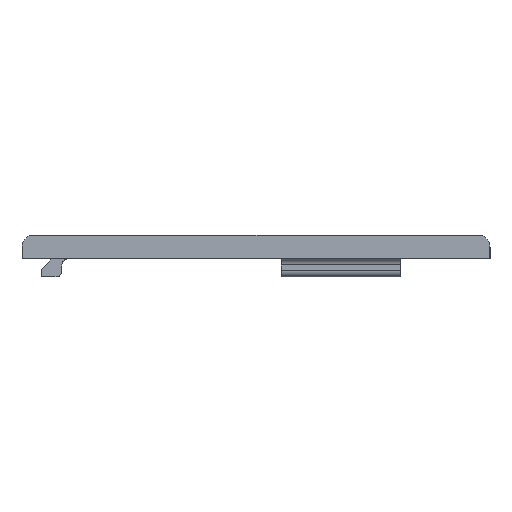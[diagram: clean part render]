
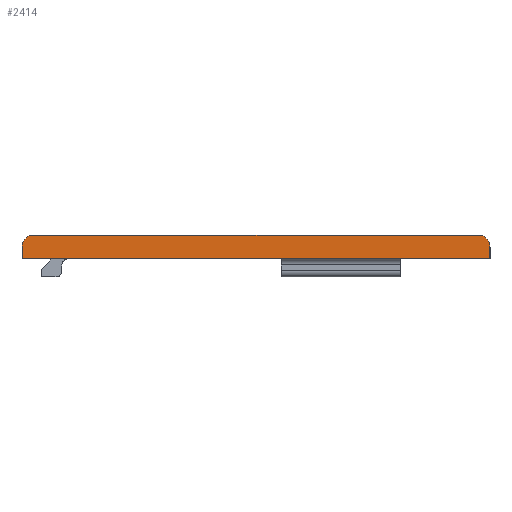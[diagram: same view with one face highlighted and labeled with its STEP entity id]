
A CAD part, left-side view. The second image highlights one B-rep face of the part: STEP entity #2414.
In plain terms, the highlighted planar face has unit normal (-1, 0, 0).
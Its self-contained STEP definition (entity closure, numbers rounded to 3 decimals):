
#37=CIRCLE('',#2543,2.);
#38=CIRCLE('',#2545,2.);
#280=FACE_OUTER_BOUND('',#423,.T.);
#423=EDGE_LOOP('',(#2165,#2166,#2167,#2168,#2169,#2170));
#641=LINE('',#4437,#899);
#671=LINE('',#4527,#929);
#683=LINE('',#4556,#941);
#684=LINE('',#4557,#942);
#899=VECTOR('',#2903,10.);
#929=VECTOR('',#2987,10.);
#941=VECTOR('',#3019,10.);
#942=VECTOR('',#3020,10.);
#1131=VERTEX_POINT('',#4431);
#1133=VERTEX_POINT('',#4435);
#1165=VERTEX_POINT('',#4525);
#1166=VERTEX_POINT('',#4526);
#1172=VERTEX_POINT('',#4550);
#1173=VERTEX_POINT('',#4554);
#1454=EDGE_CURVE('',#1133,#1131,#641,.T.);
#1497=EDGE_CURVE('',#1165,#1166,#671,.T.);
#1509=EDGE_CURVE('',#1131,#1172,#37,.T.);
#1511=EDGE_CURVE('',#1173,#1133,#38,.T.);
#1512=EDGE_CURVE('',#1165,#1173,#683,.T.);
#1513=EDGE_CURVE('',#1166,#1172,#684,.T.);
#2165=ORIENTED_EDGE('',*,*,#1509,.F.);
#2166=ORIENTED_EDGE('',*,*,#1454,.F.);
#2167=ORIENTED_EDGE('',*,*,#1511,.F.);
#2168=ORIENTED_EDGE('',*,*,#1512,.F.);
#2169=ORIENTED_EDGE('',*,*,#1497,.T.);
#2170=ORIENTED_EDGE('',*,*,#1513,.T.);
#2286=PLANE('',#2544);
#2414=ADVANCED_FACE('',(#280),#2286,.T.);
#2543=AXIS2_PLACEMENT_3D('',#4551,#3012,#3013);
#2544=AXIS2_PLACEMENT_3D('',#4553,#3015,#3016);
#2545=AXIS2_PLACEMENT_3D('',#4555,#3017,#3018);
#2903=DIRECTION('',(0.,-1.,0.));
#2987=DIRECTION('',(0.,-1.,0.));
#3012=DIRECTION('center_axis',(1.,0.,0.));
#3013=DIRECTION('ref_axis',(0.,-0.707,0.707));
#3015=DIRECTION('center_axis',(-1.,0.,0.));
#3016=DIRECTION('ref_axis',(0.,-1.,0.));
#3017=DIRECTION('center_axis',(1.,0.,0.));
#3018=DIRECTION('ref_axis',(0.,0.707,0.707));
#3019=DIRECTION('',(0.,0.,1.));
#3020=DIRECTION('',(0.,0.,1.));
#4431=CARTESIAN_POINT('',(-40.9,-37.2,4.));
#4435=CARTESIAN_POINT('',(-40.9,37.2,4.));
#4437=CARTESIAN_POINT('',(-40.9,39.2,4.));
#4525=CARTESIAN_POINT('',(-40.9,39.2,0.));
#4526=CARTESIAN_POINT('',(-40.9,-39.2,0.));
#4527=CARTESIAN_POINT('',(-40.9,39.2,0.));
#4550=CARTESIAN_POINT('',(-40.9,-39.2,2.));
#4551=CARTESIAN_POINT('Origin',(-40.9,-37.2,2.));
#4553=CARTESIAN_POINT('Origin',(-40.9,39.2,0.));
#4554=CARTESIAN_POINT('',(-40.9,39.2,2.));
#4555=CARTESIAN_POINT('Origin',(-40.9,37.2,2.));
#4556=CARTESIAN_POINT('',(-40.9,39.2,0.));
#4557=CARTESIAN_POINT('',(-40.9,-39.2,0.));
